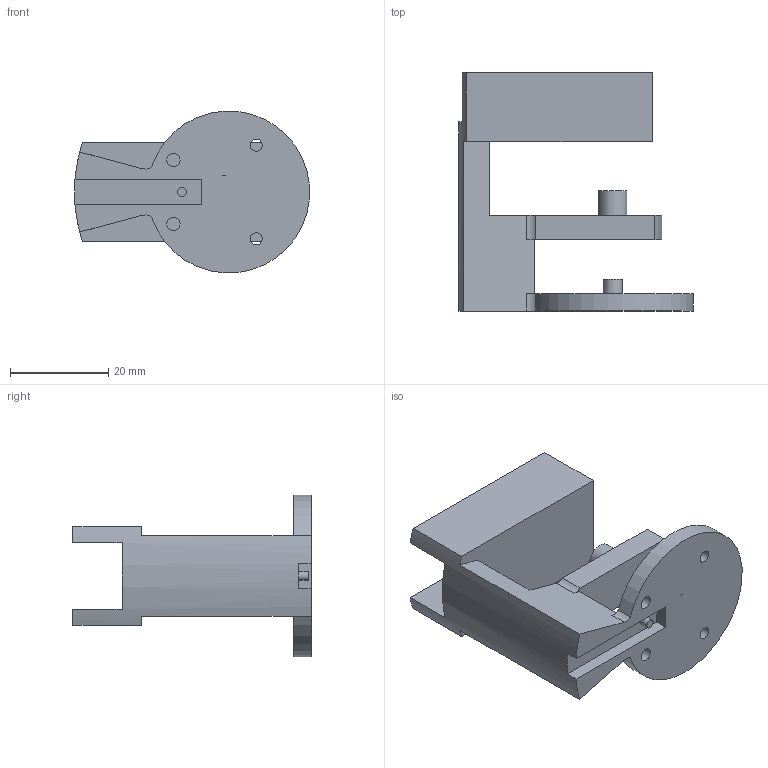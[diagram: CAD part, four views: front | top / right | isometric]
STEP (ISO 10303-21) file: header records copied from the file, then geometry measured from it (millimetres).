
FILE_DESCRIPTION(/* description */ (''),/* implementation_level */ '2;1');
FILE_NAME(/* name */ 'Clutch Connector For Tube(new).step',/* time_stamp */ '2023-07-30T19:06:34+08:00',/* author */ (''),/* organization */ (''),/* preprocessor_version */ 'ST-DEVELOPER v19.2',/* originating_system */ 'Autodesk Translation Framework v11.17.0.187',/* authorisation */ '');
FILE_SCHEMA (('AUTOMOTIVE_DESIGN { 1 0 10303 214 3 1 1 }'));
Length unit declared in the file: millimetre
Products named in the file (1): Clutch Connector For Tube(new)
Bounding box: 47.83 x 48.5 x 32.95 mm (x, y, z)
Volume: 14537 mm3; surface area: 8723.6 mm2
Topology: 1 solids, 1 shells, 43 faces, 114 edges, 76 vertices
Faces by surface type: plane 24, cylinder 15, bspline 4
Full cylindrical faces by diameter (mm): 1.8 x1, 2.5 x2, 2.7 x2, 3.9 x1, 5.8 x1
Entity records: 1574 total; most frequent: CARTESIAN_POINT 462, ORIENTED_EDGE 228, DIRECTION 222, EDGE_CURVE 114, VERTEX_POINT 76, AXIS2_PLACEMENT_3D 76, LINE 70, VECTOR 70
